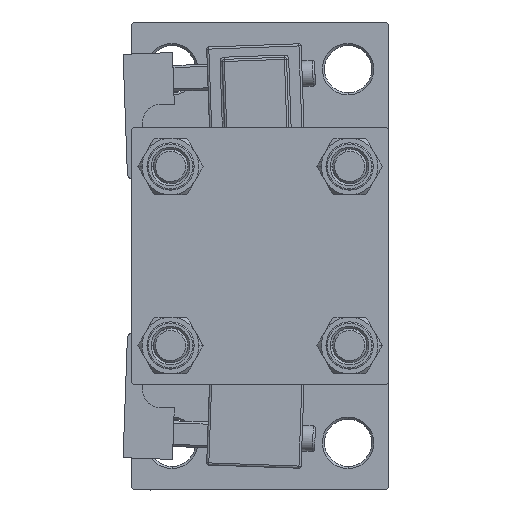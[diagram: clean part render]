
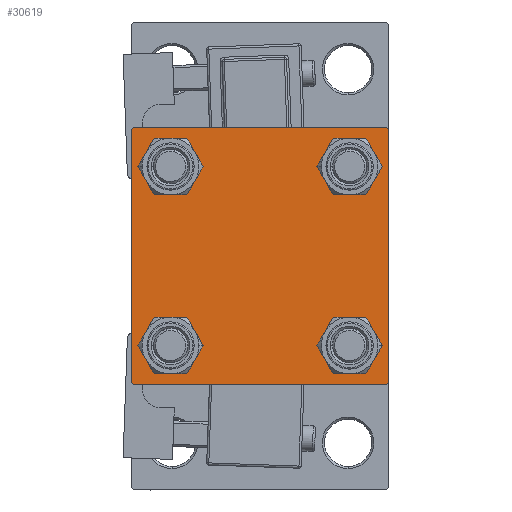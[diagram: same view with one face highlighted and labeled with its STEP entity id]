
A CAD part, left-side view. The second image highlights one B-rep face of the part: STEP entity #30619.
In plain terms, the highlighted planar face has unit normal (-1, 0, 0).
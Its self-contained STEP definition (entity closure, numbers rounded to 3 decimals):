
#129 = CARTESIAN_POINT ( 'NONE',  ( 0., 29.5, 30. ) ) ;
#556 = LINE ( 'NONE', #48133, #48176 ) ;
#832 = EDGE_CURVE ( 'NONE', #6773, #7968, #12606, .T. ) ;
#958 = EDGE_CURVE ( 'NONE', #16281, #8290, #12662, .T. ) ;
#1370 = VECTOR ( 'NONE', #20330, 1000. ) ;
#1547 = LINE ( 'NONE', #8827, #9812 ) ;
#1693 = CARTESIAN_POINT ( 'NONE',  ( 0., -20.85, 25.35 ) ) ;
#1902 = AXIS2_PLACEMENT_3D ( 'NONE', #35318, #22604, #43138 ) ;
#2212 = EDGE_CURVE ( 'NONE', #10136, #31654, #4387, .T. ) ;
#3161 = CARTESIAN_POINT ( 'NONE',  ( 0., -30., 30. ) ) ;
#3830 = ORIENTED_EDGE ( 'NONE', *, *, #39903, .T. ) ;
#4387 = CIRCLE ( 'NONE', #15176, 4.5 ) ;
#4905 = ORIENTED_EDGE ( 'NONE', *, *, #832, .T. ) ;
#5023 = LINE ( 'NONE', #25945, #1370 ) ;
#5037 = EDGE_LOOP ( 'NONE', ( #4905, #37603 ) ) ;
#5359 = EDGE_LOOP ( 'NONE', ( #30913, #16975 ) ) ;
#6092 = EDGE_CURVE ( 'NONE', #46828, #8290, #22642, .T. ) ;
#6303 = CARTESIAN_POINT ( 'NONE',  ( 0., 30., 30. ) ) ;
#6664 = EDGE_CURVE ( 'NONE', #48302, #16281, #26659, .T. ) ;
#6773 = VERTEX_POINT ( 'NONE', #18223 ) ;
#7632 = VECTOR ( 'NONE', #16063, 1000. ) ;
#7700 = EDGE_CURVE ( 'NONE', #23694, #17750, #47994, .T. ) ;
#7905 = FACE_BOUND ( 'NONE', #5359, .T. ) ;
#7968 = VERTEX_POINT ( 'NONE', #26182 ) ;
#8290 = VERTEX_POINT ( 'NONE', #34438 ) ;
#8787 = CARTESIAN_POINT ( 'NONE',  ( 0., -20.85, 20.85 ) ) ;
#8827 = CARTESIAN_POINT ( 'NONE',  ( 0., 29.75, -29.75 ) ) ;
#9045 = VERTEX_POINT ( 'NONE', #19947 ) ;
#9214 = LINE ( 'NONE', #34644, #38061 ) ;
#9561 = EDGE_CURVE ( 'NONE', #46828, #9045, #9214, .T. ) ;
#9812 = VECTOR ( 'NONE', #41048, 1000. ) ;
#10113 = AXIS2_PLACEMENT_3D ( 'NONE', #45966, #37894, #33994 ) ;
#10136 = VERTEX_POINT ( 'NONE', #43051 ) ;
#10757 = ORIENTED_EDGE ( 'NONE', *, *, #7700, .T. ) ;
#10901 = DIRECTION ( 'NONE',  ( 0., 0., 1. ) ) ;
#11526 = CARTESIAN_POINT ( 'NONE',  ( 0., 29.5, -30. ) ) ;
#12320 = EDGE_CURVE ( 'NONE', #46113, #23936, #556, .T. ) ;
#12606 = CIRCLE ( 'NONE', #10113, 4.5 ) ;
#12662 = LINE ( 'NONE', #44121, #7632 ) ;
#13668 = CARTESIAN_POINT ( 'NONE',  ( 0., 30., 29.5 ) ) ;
#13901 = DIRECTION ( 'NONE',  ( 0., 0., 1. ) ) ;
#14177 = AXIS2_PLACEMENT_3D ( 'NONE', #14862, #22132, #30698 ) ;
#14367 = EDGE_LOOP ( 'NONE', ( #28608, #17355 ) ) ;
#14468 = EDGE_LOOP ( 'NONE', ( #10757, #32757 ) ) ;
#14657 = FACE_BOUND ( 'NONE', #14468, .T. ) ;
#14862 = CARTESIAN_POINT ( 'NONE',  ( 0., 20.85, -20.85 ) ) ;
#15176 = AXIS2_PLACEMENT_3D ( 'NONE', #36794, #33644, #13901 ) ;
#15649 = CIRCLE ( 'NONE', #44686, 4.5 ) ;
#16063 = DIRECTION ( 'NONE',  ( 0., -0.707, 0.707 ) ) ;
#16281 = VERTEX_POINT ( 'NONE', #28085 ) ;
#16956 = DIRECTION ( 'NONE',  ( 0., 0., 1. ) ) ;
#16975 = ORIENTED_EDGE ( 'NONE', *, *, #21298, .T. ) ;
#17223 = DIRECTION ( 'NONE',  ( 0., -1., 0. ) ) ;
#17355 = ORIENTED_EDGE ( 'NONE', *, *, #28339, .T. ) ;
#17450 = CARTESIAN_POINT ( 'NONE',  ( 0., -20.85, -20.85 ) ) ;
#17666 = AXIS2_PLACEMENT_3D ( 'NONE', #8787, #21771, #40489 ) ;
#17750 = VERTEX_POINT ( 'NONE', #49362 ) ;
#18223 = CARTESIAN_POINT ( 'NONE',  ( 0., 20.85, 25.35 ) ) ;
#18432 = VERTEX_POINT ( 'NONE', #28442 ) ;
#19076 = FACE_BOUND ( 'NONE', #14367, .T. ) ;
#19136 = DIRECTION ( 'NONE',  ( 0., -1., 0. ) ) ;
#19947 = CARTESIAN_POINT ( 'NONE',  ( 0., -29.5, 30. ) ) ;
#20214 = AXIS2_PLACEMENT_3D ( 'NONE', #46375, #31534, #43248 ) ;
#20330 = DIRECTION ( 'NONE',  ( 0., 0., -1. ) ) ;
#20859 = ORIENTED_EDGE ( 'NONE', *, *, #6092, .F. ) ;
#21298 = EDGE_CURVE ( 'NONE', #31654, #10136, #29931, .T. ) ;
#21379 = VECTOR ( 'NONE', #19136, 1000. ) ;
#21771 = DIRECTION ( 'NONE',  ( 1., 0., 0. ) ) ;
#22132 = DIRECTION ( 'NONE',  ( 1., 0., 0. ) ) ;
#22604 = DIRECTION ( 'NONE',  ( 1., 0., 0. ) ) ;
#22642 = LINE ( 'NONE', #3161, #23833 ) ;
#23694 = VERTEX_POINT ( 'NONE', #46739 ) ;
#23833 = VECTOR ( 'NONE', #38749, 1000. ) ;
#23936 = VERTEX_POINT ( 'NONE', #13668 ) ;
#24449 = CARTESIAN_POINT ( 'NONE',  ( 0., -20.85, 16.35 ) ) ;
#25288 = ORIENTED_EDGE ( 'NONE', *, *, #47825, .T. ) ;
#25945 = CARTESIAN_POINT ( 'NONE',  ( 0., 30., 30. ) ) ;
#26034 = ORIENTED_EDGE ( 'NONE', *, *, #6664, .T. ) ;
#26182 = CARTESIAN_POINT ( 'NONE',  ( 0., 20.85, 16.35 ) ) ;
#26659 = LINE ( 'NONE', #42533, #21379 ) ;
#28085 = CARTESIAN_POINT ( 'NONE',  ( 0., -29.5, -30. ) ) ;
#28158 = EDGE_LOOP ( 'NONE', ( #3830, #25288, #26034, #40508, #20859, #32417, #36325, #28716 ) ) ;
#28339 = EDGE_CURVE ( 'NONE', #49274, #40654, #31788, .T. ) ;
#28442 = CARTESIAN_POINT ( 'NONE',  ( 0., 30., -29.5 ) ) ;
#28608 = ORIENTED_EDGE ( 'NONE', *, *, #38480, .T. ) ;
#28716 = ORIENTED_EDGE ( 'NONE', *, *, #12320, .T. ) ;
#28986 = EDGE_CURVE ( 'NONE', #17750, #23694, #39266, .T. ) ;
#29931 = CIRCLE ( 'NONE', #14177, 4.5 ) ;
#30619 = ADVANCED_FACE ( 'NONE', ( #19076, #14657, #7905, #50275, #39347 ), #47406, .T. ) ;
#30698 = DIRECTION ( 'NONE',  ( 0., 0., 1. ) ) ;
#30910 = EDGE_CURVE ( 'NONE', #46113, #9045, #33821, .T. ) ;
#30913 = ORIENTED_EDGE ( 'NONE', *, *, #2212, .T. ) ;
#31534 = DIRECTION ( 'NONE',  ( -1., 0., 0. ) ) ;
#31654 = VERTEX_POINT ( 'NONE', #47671 ) ;
#31788 = CIRCLE ( 'NONE', #17666, 4.5 ) ;
#31874 = VECTOR ( 'NONE', #17223, 1000. ) ;
#32417 = ORIENTED_EDGE ( 'NONE', *, *, #9561, .T. ) ;
#32757 = ORIENTED_EDGE ( 'NONE', *, *, #28986, .T. ) ;
#33644 = DIRECTION ( 'NONE',  ( 1., 0., 0. ) ) ;
#33821 = LINE ( 'NONE', #6303, #31874 ) ;
#33994 = DIRECTION ( 'NONE',  ( 0., 0., 1. ) ) ;
#34438 = CARTESIAN_POINT ( 'NONE',  ( 0., -30., -29.5 ) ) ;
#34644 = CARTESIAN_POINT ( 'NONE',  ( 0., -29.75, 29.75 ) ) ;
#35318 = CARTESIAN_POINT ( 'NONE',  ( 0., -20.85, -20.85 ) ) ;
#36325 = ORIENTED_EDGE ( 'NONE', *, *, #30910, .F. ) ;
#36794 = CARTESIAN_POINT ( 'NONE',  ( 0., 20.85, -20.85 ) ) ;
#37215 = CARTESIAN_POINT ( 'NONE',  ( 0., 20.85, 20.85 ) ) ;
#37449 = DIRECTION ( 'NONE',  ( 1., 0., 0. ) ) ;
#37603 = ORIENTED_EDGE ( 'NONE', *, *, #48364, .T. ) ;
#37894 = DIRECTION ( 'NONE',  ( 1., 0., 0. ) ) ;
#37981 = AXIS2_PLACEMENT_3D ( 'NONE', #17450, #37449, #38732 ) ;
#38061 = VECTOR ( 'NONE', #49492, 1000. ) ;
#38480 = EDGE_CURVE ( 'NONE', #40654, #49274, #43786, .T. ) ;
#38702 = CARTESIAN_POINT ( 'NONE',  ( 0., -20.85, 20.85 ) ) ;
#38732 = DIRECTION ( 'NONE',  ( 0., 0., 1. ) ) ;
#38749 = DIRECTION ( 'NONE',  ( 0., 0., -1. ) ) ;
#39266 = CIRCLE ( 'NONE', #1902, 4.5 ) ;
#39347 = FACE_OUTER_BOUND ( 'NONE', #28158, .T. ) ;
#39903 = EDGE_CURVE ( 'NONE', #23936, #18432, #5023, .T. ) ;
#40489 = DIRECTION ( 'NONE',  ( 0., 0., 1. ) ) ;
#40508 = ORIENTED_EDGE ( 'NONE', *, *, #958, .T. ) ;
#40654 = VERTEX_POINT ( 'NONE', #1693 ) ;
#40720 = CARTESIAN_POINT ( 'NONE',  ( 0., -30., 29.5 ) ) ;
#41048 = DIRECTION ( 'NONE',  ( 0., -0.707, -0.707 ) ) ;
#41080 = DIRECTION ( 'NONE',  ( 0., 0.707, -0.707 ) ) ;
#42533 = CARTESIAN_POINT ( 'NONE',  ( 0., 30., -30. ) ) ;
#43051 = CARTESIAN_POINT ( 'NONE',  ( 0., 20.85, -16.35 ) ) ;
#43138 = DIRECTION ( 'NONE',  ( 0., 0., 1. ) ) ;
#43248 = DIRECTION ( 'NONE',  ( 0., 0., 1. ) ) ;
#43786 = CIRCLE ( 'NONE', #48763, 4.5 ) ;
#44121 = CARTESIAN_POINT ( 'NONE',  ( 0., -29.75, -29.75 ) ) ;
#44686 = AXIS2_PLACEMENT_3D ( 'NONE', #37215, #44757, #16956 ) ;
#44757 = DIRECTION ( 'NONE',  ( 1., 0., 0. ) ) ;
#45966 = CARTESIAN_POINT ( 'NONE',  ( 0., 20.85, 20.85 ) ) ;
#46113 = VERTEX_POINT ( 'NONE', #129 ) ;
#46375 = CARTESIAN_POINT ( 'NONE',  ( 0., 0., 0. ) ) ;
#46519 = DIRECTION ( 'NONE',  ( 1., 0., 0. ) ) ;
#46739 = CARTESIAN_POINT ( 'NONE',  ( 0., -20.85, -16.35 ) ) ;
#46828 = VERTEX_POINT ( 'NONE', #40720 ) ;
#47406 = PLANE ( 'NONE',  #20214 ) ;
#47671 = CARTESIAN_POINT ( 'NONE',  ( 0., 20.85, -25.35 ) ) ;
#47825 = EDGE_CURVE ( 'NONE', #18432, #48302, #1547, .T. ) ;
#47994 = CIRCLE ( 'NONE', #37981, 4.5 ) ;
#48133 = CARTESIAN_POINT ( 'NONE',  ( 0., 29.75, 29.75 ) ) ;
#48176 = VECTOR ( 'NONE', #41080, 1000. ) ;
#48302 = VERTEX_POINT ( 'NONE', #11526 ) ;
#48364 = EDGE_CURVE ( 'NONE', #7968, #6773, #15649, .T. ) ;
#48763 = AXIS2_PLACEMENT_3D ( 'NONE', #38702, #46519, #10901 ) ;
#49274 = VERTEX_POINT ( 'NONE', #24449 ) ;
#49362 = CARTESIAN_POINT ( 'NONE',  ( 0., -20.85, -25.35 ) ) ;
#49492 = DIRECTION ( 'NONE',  ( 0., 0.707, 0.707 ) ) ;
#50275 = FACE_BOUND ( 'NONE', #5037, .T. ) ;
